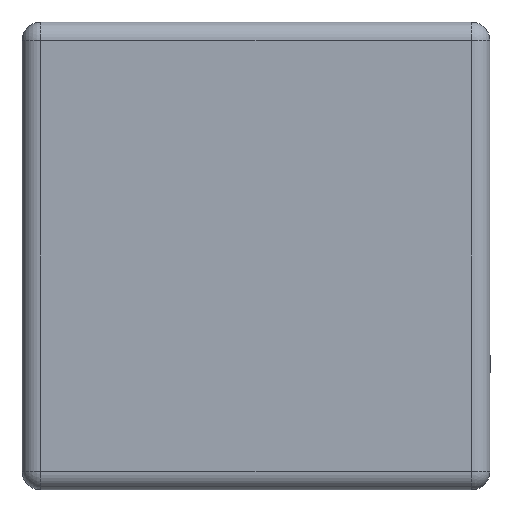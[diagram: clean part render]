
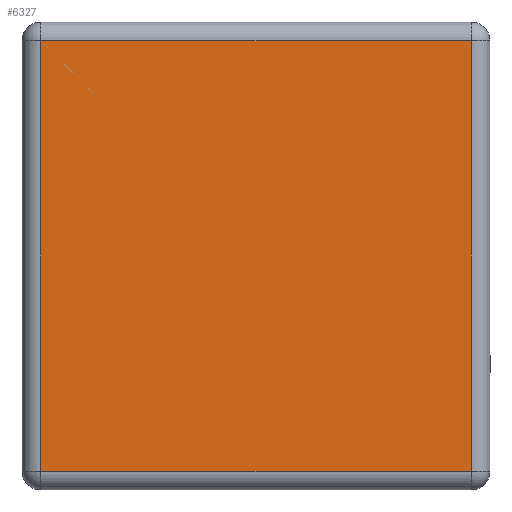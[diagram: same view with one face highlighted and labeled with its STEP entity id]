
A CAD part, left-side view. The second image highlights one B-rep face of the part: STEP entity #6327.
In plain terms, the highlighted planar face has unit normal (-1, 0, 0).
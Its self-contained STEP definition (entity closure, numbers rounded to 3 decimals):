
#532=FACE_OUTER_BOUND('',#910,.T.);
#910=EDGE_LOOP('',(#4560,#4561,#4562,#4563));
#1420=LINE('',#9720,#2040);
#1421=LINE('',#9722,#2041);
#1422=LINE('',#9724,#2042);
#1423=LINE('',#9725,#2043);
#2040=VECTOR('',#7624,1.);
#2041=VECTOR('',#7625,1.);
#2042=VECTOR('',#7626,1.);
#2043=VECTOR('',#7627,1.);
#2838=VERTEX_POINT('',#9718);
#2839=VERTEX_POINT('',#9719);
#2840=VERTEX_POINT('',#9721);
#2841=VERTEX_POINT('',#9723);
#3510=EDGE_CURVE('',#2838,#2839,#1420,.T.);
#3511=EDGE_CURVE('',#2839,#2840,#1421,.T.);
#3512=EDGE_CURVE('',#2840,#2841,#1422,.T.);
#3513=EDGE_CURVE('',#2841,#2838,#1423,.T.);
#4560=ORIENTED_EDGE('',*,*,#3510,.T.);
#4561=ORIENTED_EDGE('',*,*,#3511,.T.);
#4562=ORIENTED_EDGE('',*,*,#3512,.T.);
#4563=ORIENTED_EDGE('',*,*,#3513,.T.);
#6009=PLANE('',#6823);
#6327=ADVANCED_FACE('',(#532),#6009,.T.);
#6823=AXIS2_PLACEMENT_3D('',#9717,#7622,#7623);
#7622=DIRECTION('center_axis',(-1.,0.,0.));
#7623=DIRECTION('ref_axis',(0.,0.,-1.));
#7624=DIRECTION('',(0.,1.,0.));
#7625=DIRECTION('',(0.,0.,-1.));
#7626=DIRECTION('',(0.,-1.,0.));
#7627=DIRECTION('',(0.,0.,1.));
#9717=CARTESIAN_POINT('Origin',(-0.5,0.,0.25));
#9718=CARTESIAN_POINT('',(-0.5,-0.23,0.48));
#9719=CARTESIAN_POINT('',(-0.5,0.23,0.48));
#9720=CARTESIAN_POINT('',(-0.5,0.25,0.48));
#9721=CARTESIAN_POINT('',(-0.5,0.23,0.02));
#9722=CARTESIAN_POINT('',(-0.5,0.23,0.));
#9723=CARTESIAN_POINT('',(-0.5,-0.23,0.02));
#9724=CARTESIAN_POINT('',(-0.5,-0.25,0.02));
#9725=CARTESIAN_POINT('',(-0.5,-0.23,0.5));
